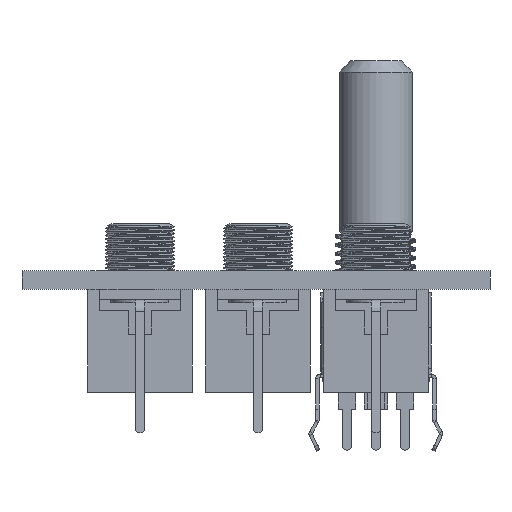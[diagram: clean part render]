
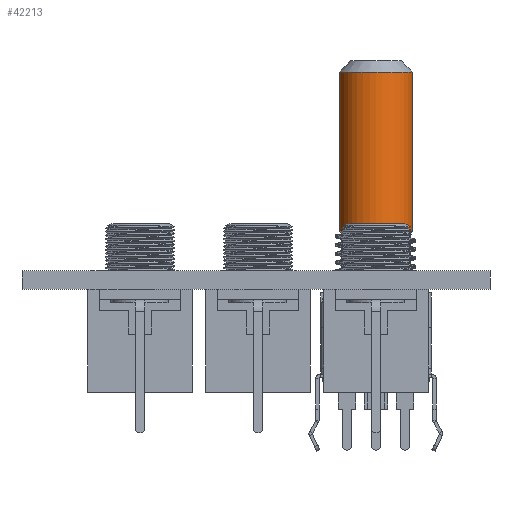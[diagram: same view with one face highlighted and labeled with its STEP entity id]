
A CAD part, front view. The second image highlights one B-rep face of the part: STEP entity #42213.
In plain terms, the highlighted cylindrical face has radius 3.175 mm (diameter 6.35 mm), a full revolution.
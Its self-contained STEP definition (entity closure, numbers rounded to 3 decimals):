
#41146 = CONICAL_SURFACE('',#41147,3.175,0.785);
#41147 = AXIS2_PLACEMENT_3D('',#41148,#41149,#41150);
#41148 = CARTESIAN_POINT('',(-0.003,0.007,
    15.344));
#41149 = DIRECTION('',(0.,0.,1.));
#41150 = DIRECTION('',(1.,0.,-0.));
#41666 = VERTEX_POINT('',#41667);
#41667 = CARTESIAN_POINT('',(3.172,0.007,15.344)
  );
#41690 = EDGE_CURVE('',#41666,#41666,#41691,.T.);
#41691 = SURFACE_CURVE('',#41692,(#41697,#41704),.PCURVE_S1.);
#41692 = CIRCLE('',#41693,3.175);
#41693 = AXIS2_PLACEMENT_3D('',#41694,#41695,#41696);
#41694 = CARTESIAN_POINT('',(-0.003,0.007,
    15.344));
#41695 = DIRECTION('',(-0.,0.,1.));
#41696 = DIRECTION('',(1.,0.,0.));
#41697 = PCURVE('',#41146,#41698);
#41698 = DEFINITIONAL_REPRESENTATION('',(#41699),#41703);
#41699 = LINE('',#41700,#41701);
#41700 = CARTESIAN_POINT('',(0.,0.));
#41701 = VECTOR('',#41702,1.);
#41702 = DIRECTION('',(1.,0.));
#41703 = ( GEOMETRIC_REPRESENTATION_CONTEXT(2) 
PARAMETRIC_REPRESENTATION_CONTEXT() REPRESENTATION_CONTEXT('2D SPACE',''
  ) );
#41704 = PCURVE('',#41705,#41710);
#41705 = CYLINDRICAL_SURFACE('',#41706,3.175);
#41706 = AXIS2_PLACEMENT_3D('',#41707,#41708,#41709);
#41707 = CARTESIAN_POINT('',(-0.003,0.007,
    15.044));
#41708 = DIRECTION('',(0.,0.,-1.));
#41709 = DIRECTION('',(1.,0.,0.));
#41710 = DEFINITIONAL_REPRESENTATION('',(#41711),#41715);
#41711 = LINE('',#41712,#41713);
#41712 = CARTESIAN_POINT('',(6.283,-0.3));
#41713 = VECTOR('',#41714,1.);
#41714 = DIRECTION('',(-1.,0.));
#41715 = ( GEOMETRIC_REPRESENTATION_CONTEXT(2) 
PARAMETRIC_REPRESENTATION_CONTEXT() REPRESENTATION_CONTEXT('2D SPACE',''
  ) );
#42213 = ADVANCED_FACE('',(#42214),#41705,.T.);
#42214 = FACE_BOUND('',#42215,.T.);
#42215 = EDGE_LOOP('',(#42216,#42217,#42240,#42267));
#42216 = ORIENTED_EDGE('',*,*,#41690,.T.);
#42217 = ORIENTED_EDGE('',*,*,#42218,.T.);
#42218 = EDGE_CURVE('',#41666,#42219,#42221,.T.);
#42219 = VERTEX_POINT('',#42220);
#42220 = CARTESIAN_POINT('',(3.172,0.007,29.044)
  );
#42221 = SEAM_CURVE('',#42222,(#42226,#42233),.PCURVE_S1.);
#42222 = LINE('',#42223,#42224);
#42223 = CARTESIAN_POINT('',(3.172,0.007,15.044)
  );
#42224 = VECTOR('',#42225,1.);
#42225 = DIRECTION('',(0.,0.,1.));
#42226 = PCURVE('',#41705,#42227);
#42227 = DEFINITIONAL_REPRESENTATION('',(#42228),#42232);
#42228 = LINE('',#42229,#42230);
#42229 = CARTESIAN_POINT('',(0.,0.));
#42230 = VECTOR('',#42231,1.);
#42231 = DIRECTION('',(0.,-1.));
#42232 = ( GEOMETRIC_REPRESENTATION_CONTEXT(2) 
PARAMETRIC_REPRESENTATION_CONTEXT() REPRESENTATION_CONTEXT('2D SPACE',''
  ) );
#42233 = PCURVE('',#41705,#42234);
#42234 = DEFINITIONAL_REPRESENTATION('',(#42235),#42239);
#42235 = LINE('',#42236,#42237);
#42236 = CARTESIAN_POINT('',(6.283,0.));
#42237 = VECTOR('',#42238,1.);
#42238 = DIRECTION('',(0.,-1.));
#42239 = ( GEOMETRIC_REPRESENTATION_CONTEXT(2) 
PARAMETRIC_REPRESENTATION_CONTEXT() REPRESENTATION_CONTEXT('2D SPACE',''
  ) );
#42240 = ORIENTED_EDGE('',*,*,#42241,.F.);
#42241 = EDGE_CURVE('',#42219,#42219,#42242,.T.);
#42242 = SURFACE_CURVE('',#42243,(#42248,#42255),.PCURVE_S1.);
#42243 = CIRCLE('',#42244,3.175);
#42244 = AXIS2_PLACEMENT_3D('',#42245,#42246,#42247);
#42245 = CARTESIAN_POINT('',(-0.003,0.007,
    29.044));
#42246 = DIRECTION('',(-0.,0.,1.));
#42247 = DIRECTION('',(1.,0.,0.));
#42248 = PCURVE('',#41705,#42249);
#42249 = DEFINITIONAL_REPRESENTATION('',(#42250),#42254);
#42250 = LINE('',#42251,#42252);
#42251 = CARTESIAN_POINT('',(6.283,-14.));
#42252 = VECTOR('',#42253,1.);
#42253 = DIRECTION('',(-1.,0.));
#42254 = ( GEOMETRIC_REPRESENTATION_CONTEXT(2) 
PARAMETRIC_REPRESENTATION_CONTEXT() REPRESENTATION_CONTEXT('2D SPACE',''
  ) );
#42255 = PCURVE('',#42256,#42261);
#42256 = CONICAL_SURFACE('',#42257,3.175,0.785);
#42257 = AXIS2_PLACEMENT_3D('',#42258,#42259,#42260);
#42258 = CARTESIAN_POINT('',(-0.003,0.007,
    29.044));
#42259 = DIRECTION('',(0.,0.,-1.));
#42260 = DIRECTION('',(1.,0.,0.));
#42261 = DEFINITIONAL_REPRESENTATION('',(#42262),#42266);
#42262 = LINE('',#42263,#42264);
#42263 = CARTESIAN_POINT('',(6.283,0.));
#42264 = VECTOR('',#42265,1.);
#42265 = DIRECTION('',(-1.,0.));
#42266 = ( GEOMETRIC_REPRESENTATION_CONTEXT(2) 
PARAMETRIC_REPRESENTATION_CONTEXT() REPRESENTATION_CONTEXT('2D SPACE',''
  ) );
#42267 = ORIENTED_EDGE('',*,*,#42218,.F.);
